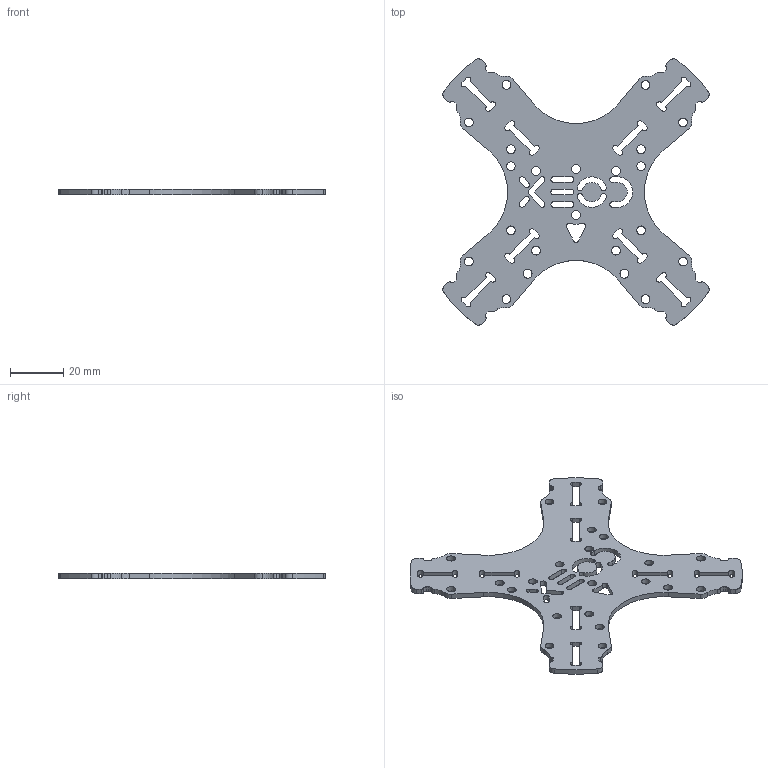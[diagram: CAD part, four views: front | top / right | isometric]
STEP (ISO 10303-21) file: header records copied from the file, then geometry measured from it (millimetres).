
FILE_DESCRIPTION(/* description */ (''),/* implementation_level */ '2;1');
FILE_NAME(/* name */ 'Дека центральная.stp',/* time_stamp */ '2020-03-24T16:18:09+03:00',/* author */ ('Андрей'),/* organization */ (''),/* preprocessor_version */ 'ST-DEVELOPER v16.1',/* originating_system */ 'Autodesk Inventor 2016',/* authorisation */ '');
FILE_SCHEMA (('AUTOMOTIVE_DESIGN { 1 0 10303 214 3 1 1 }'));
Length unit declared in the file: millimetre
Products named in the file (1): Дека \X2\04460435043D044204400430043B
_4.1.4_1
Bounding box: 100.12 x 100.12 x 2 mm (x, y, z)
Volume: 9798.7 mm3; surface area: 12279.8 mm2
Topology: 1 solids, 1 shells, 229 faces, 697 edges, 470 vertices
Faces by surface type: cylinder 149, plane 80
Full cylindrical faces by diameter (mm): 3.3 x22
Entity records: 7887 total; most frequent: DIRECTION 1417, CARTESIAN_POINT 1343, ORIENTED_EDGE 1318, EDGE_CURVE 659, AXIS2_PLACEMENT_3D 528, VERTEX_POINT 454, LINE 361, VECTOR 361
